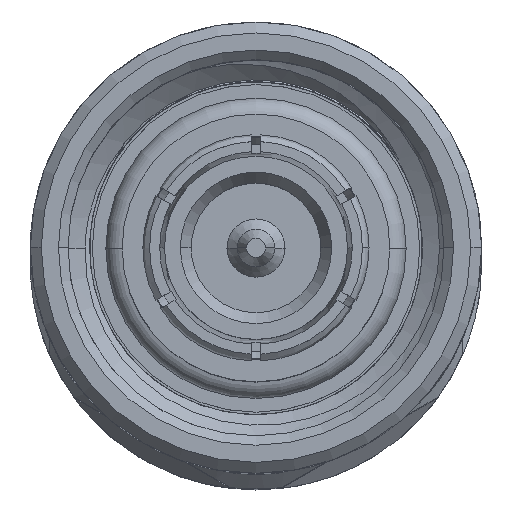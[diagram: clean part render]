
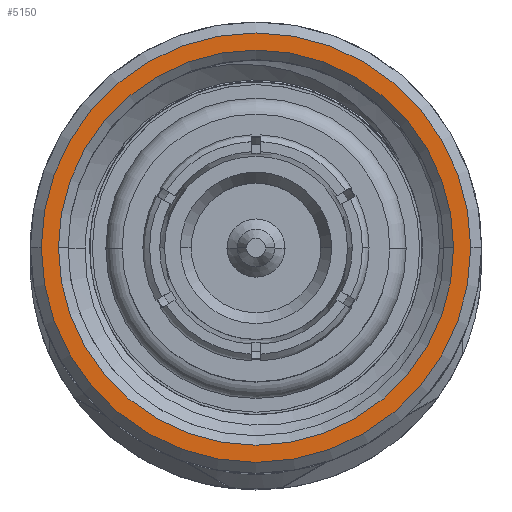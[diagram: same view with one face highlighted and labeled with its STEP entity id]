
A CAD part, top view. The second image highlights one B-rep face of the part: STEP entity #5150.
In plain terms, the highlighted face is planar.
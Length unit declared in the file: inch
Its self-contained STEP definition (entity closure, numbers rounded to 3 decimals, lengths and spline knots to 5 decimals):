
#307 = VERTEX_POINT ( 'NONE', #1634 ) ;
#459 = CARTESIAN_POINT ( 'NONE',  ( 0., 0., 0. ) ) ;
#556 = VERTEX_POINT ( 'NONE', #2922 ) ;
#621 = CIRCLE ( 'NONE', #3283, 0.20685 ) ;
#1035 = DIRECTION ( 'NONE',  ( 0., 0., -1. ) ) ;
#1041 = CIRCLE ( 'NONE', #3416, 0.22477 ) ;
#1050 = DIRECTION ( 'NONE',  ( 0., 0., -1. ) ) ;
#1608 = DIRECTION ( 'NONE',  ( 0., 0., -1. ) ) ;
#1634 = CARTESIAN_POINT ( 'NONE',  ( 0., 0., -0.20685 ) ) ;
#1730 = CIRCLE ( 'NONE', #6221, 0.20685 ) ;
#2399 = CARTESIAN_POINT ( 'NONE',  ( 0., 0., 0. ) ) ;
#2587 = VERTEX_POINT ( 'NONE', #5057 ) ;
#2770 = DIRECTION ( 'NONE',  ( 1., 0., 0. ) ) ;
#2922 = CARTESIAN_POINT ( 'NONE',  ( 0., 0., 0.22477 ) ) ;
#3119 = ORIENTED_EDGE ( 'NONE', *, *, #4597, .T. ) ;
#3186 = AXIS2_PLACEMENT_3D ( 'NONE', #3227, #6571, #1608 ) ;
#3227 = CARTESIAN_POINT ( 'NONE',  ( 0., 0.23668, 0. ) ) ;
#3283 = AXIS2_PLACEMENT_3D ( 'NONE', #2399, #4234, #3621 ) ;
#3407 = FACE_BOUND ( 'NONE', #6223, .T. ) ;
#3416 = AXIS2_PLACEMENT_3D ( 'NONE', #6609, #2770, #1035 ) ;
#3621 = DIRECTION ( 'NONE',  ( 0., 0., -1. ) ) ;
#3768 = PLANE ( 'NONE',  #3186 ) ;
#3814 = DIRECTION ( 'NONE',  ( 1., 0., 0. ) ) ;
#3956 = VERTEX_POINT ( 'NONE', #6612 ) ;
#4234 = DIRECTION ( 'NONE',  ( 1., 0., 0. ) ) ;
#4597 = EDGE_CURVE ( 'NONE', #2587, #307, #1730, .T. ) ;
#5052 = AXIS2_PLACEMENT_3D ( 'NONE', #459, #3814, #1050 ) ;
#5057 = CARTESIAN_POINT ( 'NONE',  ( 0., 0., 0.20685 ) ) ;
#5067 = FACE_OUTER_BOUND ( 'NONE', #6259, .T. ) ;
#5150 = ADVANCED_FACE ( 'NONE', ( #3407, #5067 ), #3768, .F. ) ;
#5184 = EDGE_CURVE ( 'NONE', #3956, #556, #5417, .T. ) ;
#5417 = CIRCLE ( 'NONE', #5052, 0.22477 ) ;
#5443 = EDGE_CURVE ( 'NONE', #556, #3956, #1041, .T. ) ;
#5655 = EDGE_CURVE ( 'NONE', #307, #2587, #621, .T. ) ;
#5820 = ORIENTED_EDGE ( 'NONE', *, *, #5184, .F. ) ;
#6221 = AXIS2_PLACEMENT_3D ( 'NONE', #6328, #6277, #6772 ) ;
#6223 = EDGE_LOOP ( 'NONE', ( #3119, #6485 ) ) ;
#6259 = EDGE_LOOP ( 'NONE', ( #5820, #7112 ) ) ;
#6277 = DIRECTION ( 'NONE',  ( 1., 0., 0. ) ) ;
#6328 = CARTESIAN_POINT ( 'NONE',  ( 0., 0., 0. ) ) ;
#6485 = ORIENTED_EDGE ( 'NONE', *, *, #5655, .T. ) ;
#6571 = DIRECTION ( 'NONE',  ( 1., 0., 0. ) ) ;
#6609 = CARTESIAN_POINT ( 'NONE',  ( 0., 0., 0. ) ) ;
#6612 = CARTESIAN_POINT ( 'NONE',  ( 0., 0., -0.22477 ) ) ;
#6772 = DIRECTION ( 'NONE',  ( 0., 0., -1. ) ) ;
#7112 = ORIENTED_EDGE ( 'NONE', *, *, #5443, .F. ) ;
